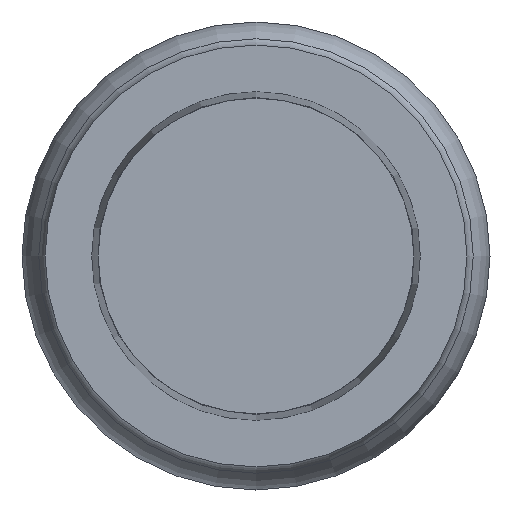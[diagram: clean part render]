
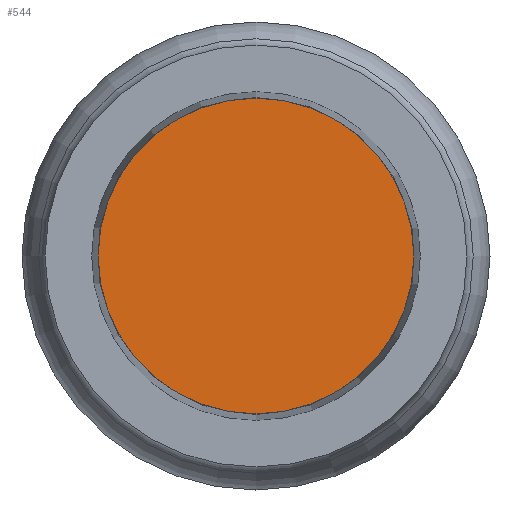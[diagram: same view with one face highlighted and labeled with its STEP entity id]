
A CAD part, left-side view. The second image highlights one B-rep face of the part: STEP entity #544.
In plain terms, the highlighted planar face has unit normal (-1, 0, 0).
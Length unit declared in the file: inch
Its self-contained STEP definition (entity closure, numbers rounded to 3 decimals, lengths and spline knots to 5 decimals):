
#4 = DIRECTION ( 'NONE',  ( -1., 0., 0. ) ) ;
#56 = AXIS2_PLACEMENT_3D ( 'NONE', #313, #101, #244 ) ;
#85 = CARTESIAN_POINT ( 'NONE',  ( -0.31, 0.02, 0. ) ) ;
#101 = DIRECTION ( 'NONE',  ( 1., 0., 0. ) ) ;
#126 = VERTEX_POINT ( 'NONE', #207 ) ;
#130 = EDGE_CURVE ( 'NONE', #126, #126, #367, .T. ) ;
#183 = EDGE_LOOP ( 'NONE', ( #324 ) ) ;
#207 = CARTESIAN_POINT ( 'NONE',  ( -0.31, 0., -0.01814 ) ) ;
#244 = DIRECTION ( 'NONE',  ( 0., 0., -1. ) ) ;
#313 = CARTESIAN_POINT ( 'NONE',  ( -0.31, 0., 0. ) ) ;
#324 = ORIENTED_EDGE ( 'NONE', *, *, #130, .F. ) ;
#367 = CIRCLE ( 'NONE', #56, 0.01814 ) ;
#402 = FACE_OUTER_BOUND ( 'NONE', #183, .T. ) ;
#465 = DIRECTION ( 'NONE',  ( 0., 0., 1. ) ) ;
#496 = PLANE ( 'NONE',  #512 ) ;
#512 = AXIS2_PLACEMENT_3D ( 'NONE', #85, #4, #465 ) ;
#544 = ADVANCED_FACE ( 'NONE', ( #402 ), #496, .T. ) ;
